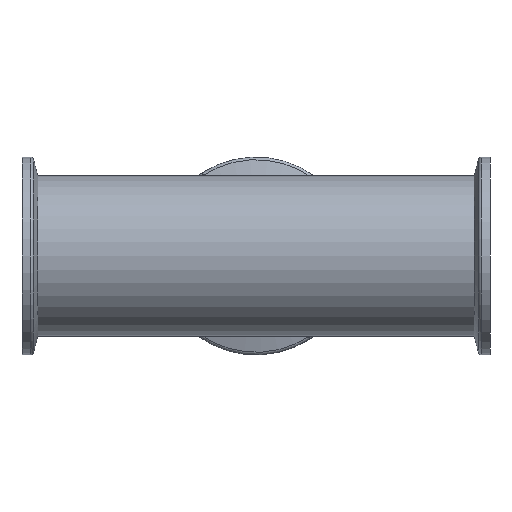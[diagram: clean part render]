
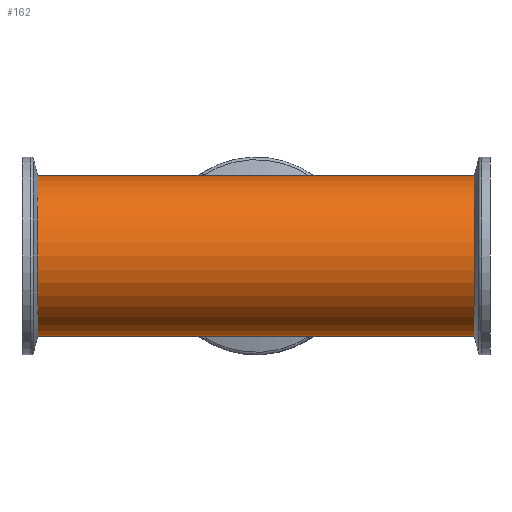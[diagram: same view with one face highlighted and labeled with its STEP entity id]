
A CAD part, front view. The second image highlights one B-rep face of the part: STEP entity #162.
In plain terms, the highlighted cylindrical face has radius 22.25 mm (diameter 44.5 mm), a partial arc.
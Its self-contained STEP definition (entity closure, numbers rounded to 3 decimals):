
#19 = DIRECTION ( 'NONE',  ( 0., 0., -1. ) ) ;
#42 = DIRECTION ( 'NONE',  ( -1., 0., 0. ) ) ;
#69 = DIRECTION ( 'NONE',  ( -1., 0., 0. ) ) ;
#97 = EDGE_CURVE ( 'NONE', #455, #754, #196, .T. ) ;
#150 = CARTESIAN_POINT ( 'NONE',  ( 61.5, 0., -22.25 ) ) ;
#155 = LINE ( 'NONE', #513, #187 ) ;
#161 = AXIS2_PLACEMENT_3D ( 'NONE', #732, #820, #485 ) ;
#162 = ADVANCED_FACE ( 'NONE', ( #592 ), #627, .T. ) ;
#169 = EDGE_CURVE ( 'NONE', #192, #455, #539, .T. ) ;
#187 = VECTOR ( 'NONE', #712, 1000. ) ;
#192 = VERTEX_POINT ( 'NONE', #691 ) ;
#196 = LINE ( 'NONE', #795, #523 ) ;
#198 = ORIENTED_EDGE ( 'NONE', *, *, #605, .T. ) ;
#236 = CARTESIAN_POINT ( 'NONE',  ( -61.5, 0., 22.25 ) ) ;
#278 = DIRECTION ( 'NONE',  ( 1., 0., 0. ) ) ;
#312 = VERTEX_POINT ( 'NONE', #674 ) ;
#314 = DIRECTION ( 'NONE',  ( -1., 0., 0. ) ) ;
#367 = LINE ( 'NONE', #584, #388 ) ;
#388 = VECTOR ( 'NONE', #42, 1000. ) ;
#407 = CARTESIAN_POINT ( 'NONE',  ( -61.5, 0., 0. ) ) ;
#423 = VERTEX_POINT ( 'NONE', #150 ) ;
#455 = VERTEX_POINT ( 'NONE', #685 ) ;
#457 = CARTESIAN_POINT ( 'NONE',  ( 61.5, 0., 0. ) ) ;
#471 = VECTOR ( 'NONE', #767, 1000. ) ;
#485 = DIRECTION ( 'NONE',  ( 0., 0., -1. ) ) ;
#487 = ORIENTED_EDGE ( 'NONE', *, *, #169, .T. ) ;
#506 = AXIS2_PLACEMENT_3D ( 'NONE', #457, #69, #681 ) ;
#513 = CARTESIAN_POINT ( 'NONE',  ( 61.5, 0., -22.25 ) ) ;
#523 = VECTOR ( 'NONE', #314, 1000. ) ;
#539 = LINE ( 'NONE', #633, #471 ) ;
#576 = EDGE_CURVE ( 'NONE', #192, #423, #653, .T. ) ;
#584 = CARTESIAN_POINT ( 'NONE',  ( 61.5, 0., -22.25 ) ) ;
#588 = CIRCLE ( 'NONE', #625, 22.25 ) ;
#592 = FACE_OUTER_BOUND ( 'NONE', #751, .T. ) ;
#605 = EDGE_CURVE ( 'NONE', #754, #768, #588, .T. ) ;
#625 = AXIS2_PLACEMENT_3D ( 'NONE', #407, #278, #19 ) ;
#627 = CYLINDRICAL_SURFACE ( 'NONE', #506, 22.25 ) ;
#633 = CARTESIAN_POINT ( 'NONE',  ( 61.5, 0., 22.25 ) ) ;
#640 = CARTESIAN_POINT ( 'NONE',  ( -61.5, 0., -22.25 ) ) ;
#653 = CIRCLE ( 'NONE', #161, 22.25 ) ;
#672 = ORIENTED_EDGE ( 'NONE', *, *, #707, .F. ) ;
#674 = CARTESIAN_POINT ( 'NONE',  ( 0., 0., -22.25 ) ) ;
#681 = DIRECTION ( 'NONE',  ( 0., 0., 1. ) ) ;
#685 = CARTESIAN_POINT ( 'NONE',  ( 0., 0., 22.25 ) ) ;
#691 = CARTESIAN_POINT ( 'NONE',  ( 61.5, 0., 22.25 ) ) ;
#707 = EDGE_CURVE ( 'NONE', #423, #312, #367, .T. ) ;
#712 = DIRECTION ( 'NONE',  ( -1., 0., 0. ) ) ;
#732 = CARTESIAN_POINT ( 'NONE',  ( 61.5, 0., 0. ) ) ;
#749 = ORIENTED_EDGE ( 'NONE', *, *, #576, .F. ) ;
#751 = EDGE_LOOP ( 'NONE', ( #672, #749, #487, #790, #198, #782 ) ) ;
#754 = VERTEX_POINT ( 'NONE', #236 ) ;
#767 = DIRECTION ( 'NONE',  ( -1., 0., 0. ) ) ;
#768 = VERTEX_POINT ( 'NONE', #640 ) ;
#778 = EDGE_CURVE ( 'NONE', #312, #768, #155, .T. ) ;
#782 = ORIENTED_EDGE ( 'NONE', *, *, #778, .F. ) ;
#790 = ORIENTED_EDGE ( 'NONE', *, *, #97, .T. ) ;
#795 = CARTESIAN_POINT ( 'NONE',  ( 61.5, 0., 22.25 ) ) ;
#820 = DIRECTION ( 'NONE',  ( 1., 0., 0. ) ) ;
